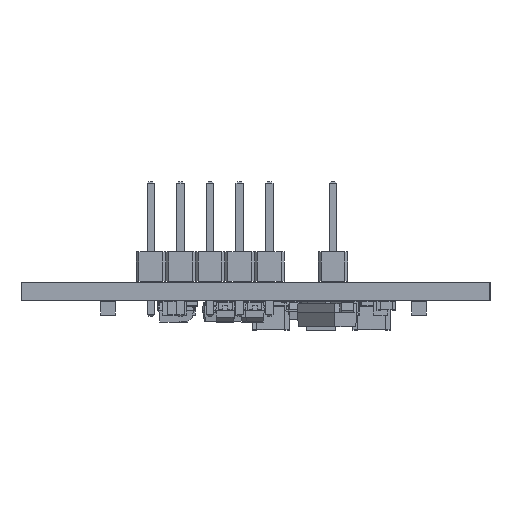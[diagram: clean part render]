
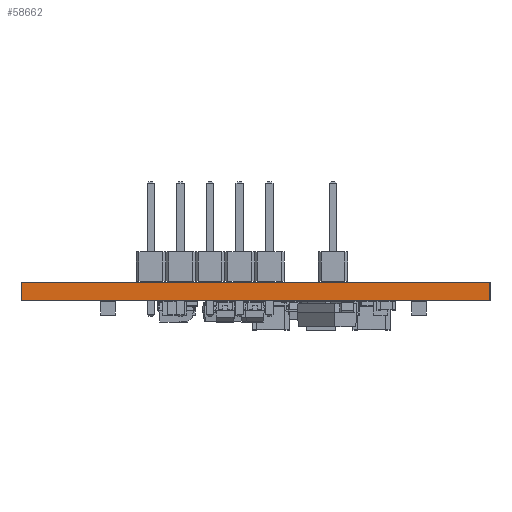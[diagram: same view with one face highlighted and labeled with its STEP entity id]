
A CAD part, left-side view. The second image highlights one B-rep face of the part: STEP entity #58662.
In plain terms, the highlighted planar face has unit normal (-1, 0, 0).
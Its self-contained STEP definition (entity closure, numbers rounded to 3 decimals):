
#58481 = PLANE('',#58482);
#58482 = AXIS2_PLACEMENT_3D('',#58483,#58484,#58485);
#58483 = CARTESIAN_POINT('',(65.786,5.334,0.));
#58484 = DIRECTION('',(0.,-1.,0.));
#58485 = DIRECTION('',(-1.,0.,0.));
#58506 = VERTEX_POINT('',#58507);
#58507 = CARTESIAN_POINT('',(5.334,5.334,1.58));
#58521 = PLANE('',#58522);
#58522 = AXIS2_PLACEMENT_3D('',#58523,#58524,#58525);
#58523 = CARTESIAN_POINT('',(35.56,25.4,1.58));
#58524 = DIRECTION('',(-0.,-0.,-1.));
#58525 = DIRECTION('',(-1.,0.,0.));
#58533 = EDGE_CURVE('',#58534,#58506,#58536,.T.);
#58534 = VERTEX_POINT('',#58535);
#58535 = CARTESIAN_POINT('',(5.334,5.334,0.));
#58536 = SURFACE_CURVE('',#58537,(#58541,#58548),.PCURVE_S1.);
#58537 = LINE('',#58538,#58539);
#58538 = CARTESIAN_POINT('',(5.334,5.334,0.));
#58539 = VECTOR('',#58540,1.);
#58540 = DIRECTION('',(0.,0.,1.));
#58541 = PCURVE('',#58481,#58542);
#58542 = DEFINITIONAL_REPRESENTATION('',(#58543),#58547);
#58543 = LINE('',#58544,#58545);
#58544 = CARTESIAN_POINT('',(60.452,0.));
#58545 = VECTOR('',#58546,1.);
#58546 = DIRECTION('',(0.,-1.));
#58547 = ( GEOMETRIC_REPRESENTATION_CONTEXT(2) 
PARAMETRIC_REPRESENTATION_CONTEXT() REPRESENTATION_CONTEXT('2D SPACE',''
  ) );
#58548 = PCURVE('',#58549,#58554);
#58549 = PLANE('',#58550);
#58550 = AXIS2_PLACEMENT_3D('',#58551,#58552,#58553);
#58551 = CARTESIAN_POINT('',(5.334,5.334,0.));
#58552 = DIRECTION('',(-1.,0.,0.));
#58553 = DIRECTION('',(0.,1.,0.));
#58554 = DEFINITIONAL_REPRESENTATION('',(#58555),#58559);
#58555 = LINE('',#58556,#58557);
#58556 = CARTESIAN_POINT('',(0.,0.));
#58557 = VECTOR('',#58558,1.);
#58558 = DIRECTION('',(0.,-1.));
#58559 = ( GEOMETRIC_REPRESENTATION_CONTEXT(2) 
PARAMETRIC_REPRESENTATION_CONTEXT() REPRESENTATION_CONTEXT('2D SPACE',''
  ) );
#58575 = PLANE('',#58576);
#58576 = AXIS2_PLACEMENT_3D('',#58577,#58578,#58579);
#58577 = CARTESIAN_POINT('',(35.56,25.4,0.));
#58578 = DIRECTION('',(-0.,-0.,-1.));
#58579 = DIRECTION('',(-1.,0.,0.));
#58608 = PLANE('',#58609);
#58609 = AXIS2_PLACEMENT_3D('',#58610,#58611,#58612);
#58610 = CARTESIAN_POINT('',(5.334,45.466,0.));
#58611 = DIRECTION('',(0.,1.,0.));
#58612 = DIRECTION('',(1.,0.,0.));
#58662 = ADVANCED_FACE('',(#58663),#58549,.T.);
#58663 = FACE_BOUND('',#58664,.T.);
#58664 = EDGE_LOOP('',(#58665,#58666,#58689,#58712));
#58665 = ORIENTED_EDGE('',*,*,#58533,.T.);
#58666 = ORIENTED_EDGE('',*,*,#58667,.T.);
#58667 = EDGE_CURVE('',#58506,#58668,#58670,.T.);
#58668 = VERTEX_POINT('',#58669);
#58669 = CARTESIAN_POINT('',(5.334,45.466,1.58));
#58670 = SURFACE_CURVE('',#58671,(#58675,#58682),.PCURVE_S1.);
#58671 = LINE('',#58672,#58673);
#58672 = CARTESIAN_POINT('',(5.334,5.334,1.58));
#58673 = VECTOR('',#58674,1.);
#58674 = DIRECTION('',(0.,1.,0.));
#58675 = PCURVE('',#58549,#58676);
#58676 = DEFINITIONAL_REPRESENTATION('',(#58677),#58681);
#58677 = LINE('',#58678,#58679);
#58678 = CARTESIAN_POINT('',(0.,-1.58));
#58679 = VECTOR('',#58680,1.);
#58680 = DIRECTION('',(1.,0.));
#58681 = ( GEOMETRIC_REPRESENTATION_CONTEXT(2) 
PARAMETRIC_REPRESENTATION_CONTEXT() REPRESENTATION_CONTEXT('2D SPACE',''
  ) );
#58682 = PCURVE('',#58521,#58683);
#58683 = DEFINITIONAL_REPRESENTATION('',(#58684),#58688);
#58684 = LINE('',#58685,#58686);
#58685 = CARTESIAN_POINT('',(30.226,-20.066));
#58686 = VECTOR('',#58687,1.);
#58687 = DIRECTION('',(0.,1.));
#58688 = ( GEOMETRIC_REPRESENTATION_CONTEXT(2) 
PARAMETRIC_REPRESENTATION_CONTEXT() REPRESENTATION_CONTEXT('2D SPACE',''
  ) );
#58689 = ORIENTED_EDGE('',*,*,#58690,.F.);
#58690 = EDGE_CURVE('',#58691,#58668,#58693,.T.);
#58691 = VERTEX_POINT('',#58692);
#58692 = CARTESIAN_POINT('',(5.334,45.466,0.));
#58693 = SURFACE_CURVE('',#58694,(#58698,#58705),.PCURVE_S1.);
#58694 = LINE('',#58695,#58696);
#58695 = CARTESIAN_POINT('',(5.334,45.466,0.));
#58696 = VECTOR('',#58697,1.);
#58697 = DIRECTION('',(0.,0.,1.));
#58698 = PCURVE('',#58549,#58699);
#58699 = DEFINITIONAL_REPRESENTATION('',(#58700),#58704);
#58700 = LINE('',#58701,#58702);
#58701 = CARTESIAN_POINT('',(40.132,0.));
#58702 = VECTOR('',#58703,1.);
#58703 = DIRECTION('',(0.,-1.));
#58704 = ( GEOMETRIC_REPRESENTATION_CONTEXT(2) 
PARAMETRIC_REPRESENTATION_CONTEXT() REPRESENTATION_CONTEXT('2D SPACE',''
  ) );
#58705 = PCURVE('',#58608,#58706);
#58706 = DEFINITIONAL_REPRESENTATION('',(#58707),#58711);
#58707 = LINE('',#58708,#58709);
#58708 = CARTESIAN_POINT('',(0.,0.));
#58709 = VECTOR('',#58710,1.);
#58710 = DIRECTION('',(0.,-1.));
#58711 = ( GEOMETRIC_REPRESENTATION_CONTEXT(2) 
PARAMETRIC_REPRESENTATION_CONTEXT() REPRESENTATION_CONTEXT('2D SPACE',''
  ) );
#58712 = ORIENTED_EDGE('',*,*,#58713,.F.);
#58713 = EDGE_CURVE('',#58534,#58691,#58714,.T.);
#58714 = SURFACE_CURVE('',#58715,(#58719,#58726),.PCURVE_S1.);
#58715 = LINE('',#58716,#58717);
#58716 = CARTESIAN_POINT('',(5.334,5.334,0.));
#58717 = VECTOR('',#58718,1.);
#58718 = DIRECTION('',(0.,1.,0.));
#58719 = PCURVE('',#58549,#58720);
#58720 = DEFINITIONAL_REPRESENTATION('',(#58721),#58725);
#58721 = LINE('',#58722,#58723);
#58722 = CARTESIAN_POINT('',(0.,0.));
#58723 = VECTOR('',#58724,1.);
#58724 = DIRECTION('',(1.,0.));
#58725 = ( GEOMETRIC_REPRESENTATION_CONTEXT(2) 
PARAMETRIC_REPRESENTATION_CONTEXT() REPRESENTATION_CONTEXT('2D SPACE',''
  ) );
#58726 = PCURVE('',#58575,#58727);
#58727 = DEFINITIONAL_REPRESENTATION('',(#58728),#58732);
#58728 = LINE('',#58729,#58730);
#58729 = CARTESIAN_POINT('',(30.226,-20.066));
#58730 = VECTOR('',#58731,1.);
#58731 = DIRECTION('',(0.,1.));
#58732 = ( GEOMETRIC_REPRESENTATION_CONTEXT(2) 
PARAMETRIC_REPRESENTATION_CONTEXT() REPRESENTATION_CONTEXT('2D SPACE',''
  ) );
